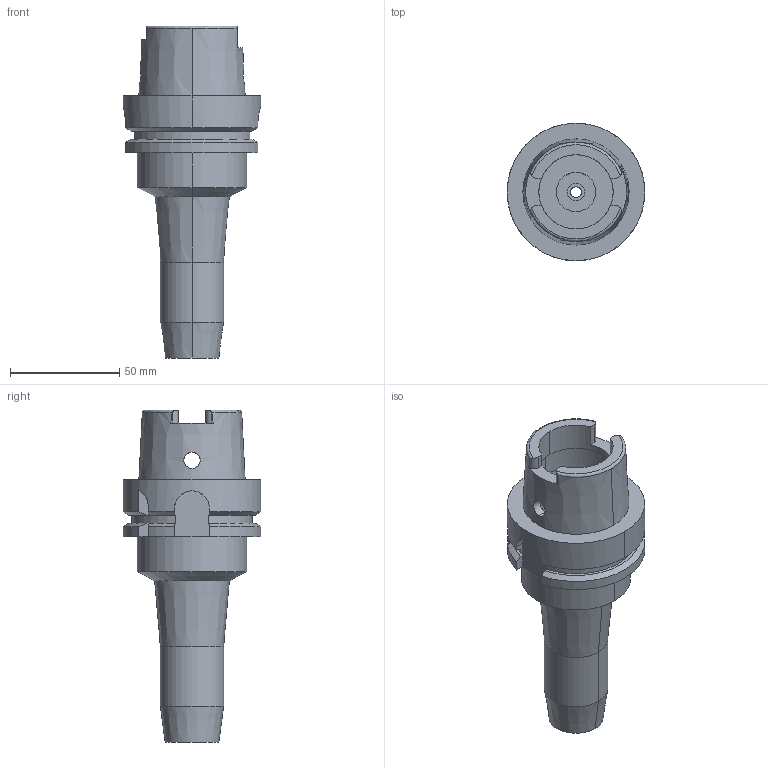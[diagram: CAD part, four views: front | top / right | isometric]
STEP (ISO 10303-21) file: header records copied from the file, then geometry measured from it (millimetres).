
FILE_DESCRIPTION((''),'2;1');
FILE_NAME('HSK-A63-HDC9-120','2017-12-13T',('ykawabe'),(''),'CREO PARAMETRIC BY PTC INC, 2016380','CREO PARAMETRIC BY PTC INC, 2016380','');
FILE_SCHEMA(('AUTOMOTIVE_DESIGN { 1 0 10303 214 1 1 1 1 }'));
Length unit declared in the file: millimetre
Products named in the file (1): HSK-A63-HDC9-120
Bounding box: 63 x 63 x 152 mm (x, y, z)
Volume: 164924.2 mm3; surface area: 33865.1 mm2
Topology: 1 solids, 1 shells, 100 faces, 277 edges, 183 vertices
Faces by surface type: cylinder 41, plane 39, cone 16, torus 4
Entity records: 4546 total; most frequent: CARTESIAN_POINT 859, DIRECTION 560, ORIENTED_EDGE 554, PRESENTATION_STYLE_ASSIGNMENT 282, STYLED_ITEM 282, CURVE_STYLE 281, EDGE_CURVE 277, AXIS2_PLACEMENT_3D 218
